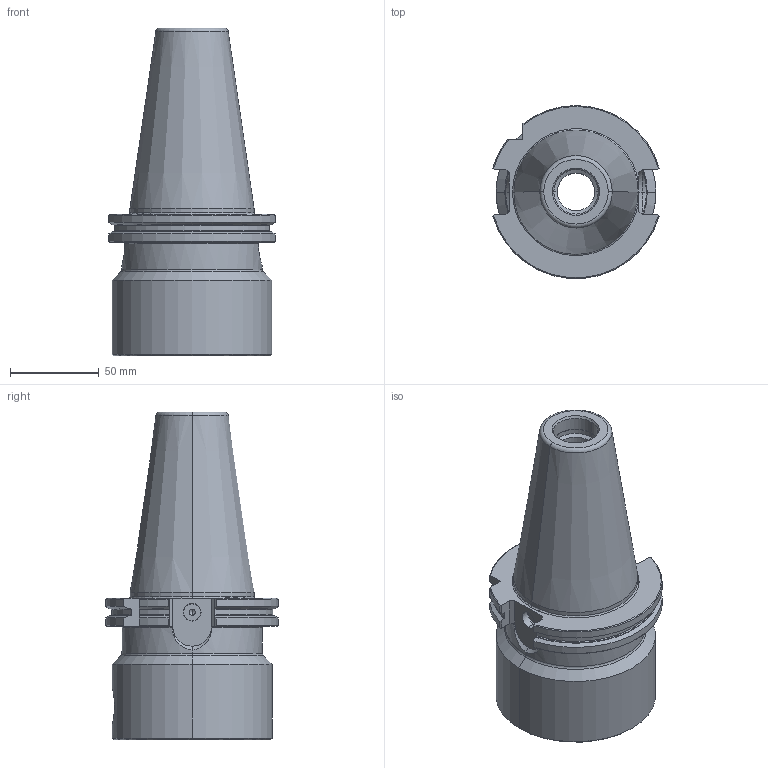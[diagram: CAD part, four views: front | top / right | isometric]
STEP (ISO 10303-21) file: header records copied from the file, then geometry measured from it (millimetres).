
FILE_DESCRIPTION(('no description'),'unknown implementation level');
FILE_NAME('9AA41A56-FE57-4A5D-B002-FA46C9306013_export.stp',' ',('CIMSOURCE GmbH'),('CADClick - KiM GmbH - www.kimweb.de'),'unknown preprocess','ACIS','unknown authorization');
FILE_SCHEMA(('automotive_design'));
Length unit declared in the file: millimetre
Products named in the file (2): 323.761 Kaiser SK50 VD X CKS7 X 160B|690.437 Kaiser ETL M20 X 29 CK7;Schnitt-Linear austragen1; 323.761 Kaiser SK50 VD X CKS7 X 160B|323.761 Kaiser SK50 VD X CKS7 X 160B;Rotation1
Bounding box: 93.59 x 97.27 x 184.6 mm (x, y, z)
Volume: 572349.6 mm3; surface area: 76868 mm2
Topology: 2 solids, 2 shells, 189 faces, 465 edges, 285 vertices
Faces by surface type: plane 62, cone 56, cylinder 53, torus 18
Entity records: 11324 total; most frequent: CARTESIAN_POINT 1597, DIRECTION 949, STYLED_ITEM 937, PRESENTATION_STYLE_ASSIGNMENT 937, COLOUR_RGB 937, ORIENTED_EDGE 922, EDGE_CURVE 461, CURVE_STYLE 461
